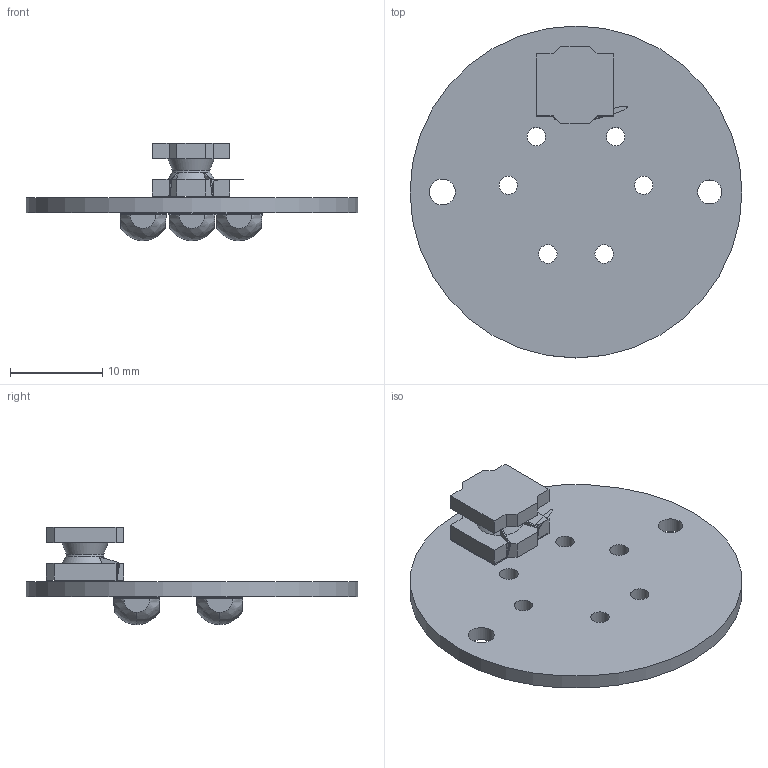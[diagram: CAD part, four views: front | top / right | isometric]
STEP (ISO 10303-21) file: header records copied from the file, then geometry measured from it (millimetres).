
FILE_DESCRIPTION(('KiCad electronic assembly'),'2;1');
FILE_NAME('LED_board.step','2022-06-18T11:31:37',('Pcbnew'),('Kicad'), 'Open CASCADE STEP processor 7.6','KiCad to STEP converter','Unknown' );
FILE_SCHEMA(('AUTOMOTIVE_DESIGN { 1 0 10303 214 1 1 1 1 }'));
Length unit declared in the file: millimetre
Products named in the file (6): LED_board 1; L_Bourns_SRN6045TA; SHELL; XHP50; COMPOUND; LED_board PCB
Assembly tree (7 placements, depth 3):
  LED_board 1
    L_Bourns_SRN6045TA
      SHELL
    XHP50  x3
      COMPOUND
    LED_board PCB
Bounding box: 36 x 36 x 10.58 mm (x, y, z)
Volume: 1776.1 mm3; surface area: 3345.8 mm2
Topology: 49 solids, 50 shells, 728 faces, 1858 edges, 1222 vertices
Faces by surface type: bspline 717, cylinder 9, plane 2
Full cylindrical faces by diameter (mm): 2 x6, 2.6 x1, 2.8 x1, 36 x1
Entity records: 17544 total; most frequent: CARTESIAN_POINT 7045, B_SPLINE_CURVE_WITH_KNOTS 1965, ORIENTED_EDGE 1484, PCURVE 1484, DEFINITIONAL_REPRESENTATION 1484, EDGE_CURVE 743, SURFACE_CURVE 731, VERTEX_POINT 488
